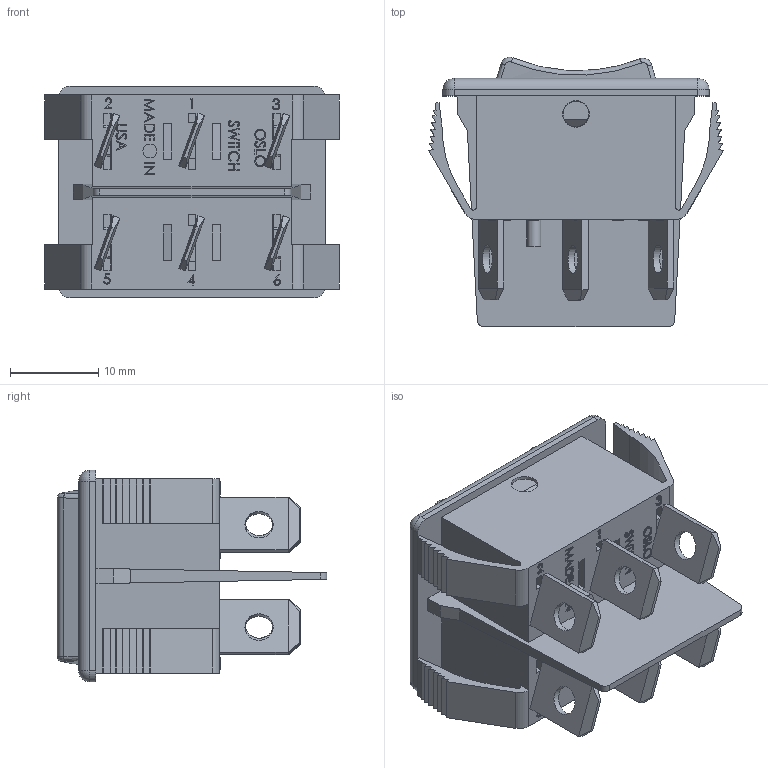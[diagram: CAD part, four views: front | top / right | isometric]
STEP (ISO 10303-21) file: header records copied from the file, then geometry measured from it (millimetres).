
FILE_DESCRIPTION(/* description */ (''),/* implementation_level */ '2;1');
FILE_NAME(/* name */ 'CRTL DP Lighted 3D Model.stp',/* time_stamp */ '2021-09-24T13:25:21-04:00',/* author */ ('dwiltbank'),/* organization */ (''),/* preprocessor_version */ 'ST-DEVELOPER v18.1',/* originating_system */ 'Autodesk Inventor 2020',/* authorisation */ '');
FILE_SCHEMA (('AUTOMOTIVE_DESIGN { 1 0 10303 214 3 1 1 }'));
Products named in the file (1): CRTL Assembly DP Lighted_Shrinkwrap_1
Bounding box: 33.41 x 30.54 x 23.98 mm (x, y, z)
Volume: 5531.3 mm3; surface area: 9987.8 mm2
Topology: 3 solids, 3 shells, 4608 faces, 13452 edges, 8933 vertices
Faces by surface type: plane 2342, bspline 2023, cylinder 206, torus 16, sphere 13, cone 8
Full cylindrical faces by diameter (mm): 1.575 x9, 2.083 x2, 2.362 x1, 2.489 x2, 2.642 x4, 2.997 x2, 3.2 x6, 4.14 x2
Entity records: 184222 total; most frequent: CARTESIAN_POINT 62062, ORIENTED_EDGE 26900, DIRECTION 22758, EDGE_CURVE 13450, VERTEX_POINT 8933, AXIS2_PLACEMENT_3D 7843, LINE 7072, VECTOR 7072
